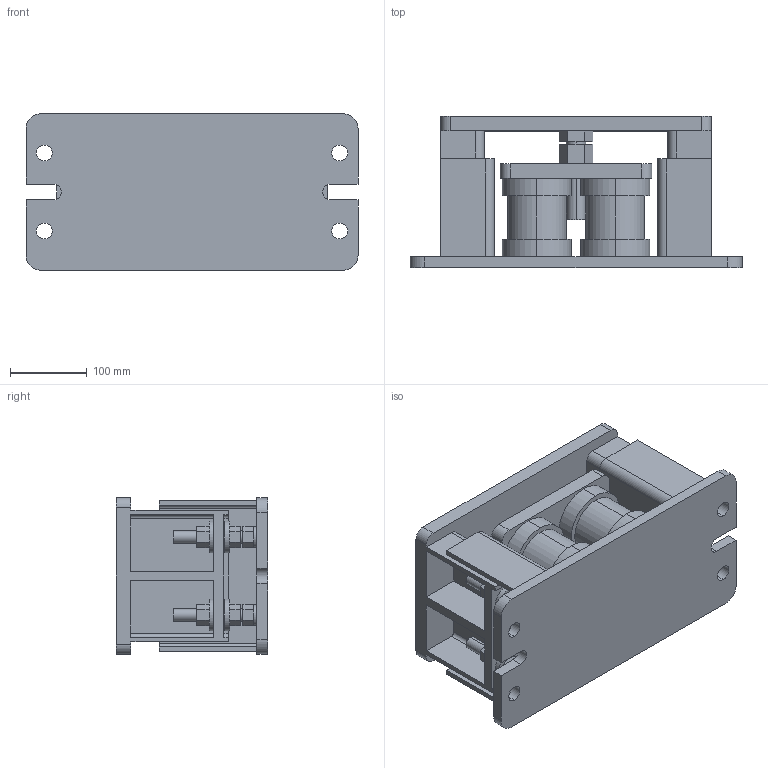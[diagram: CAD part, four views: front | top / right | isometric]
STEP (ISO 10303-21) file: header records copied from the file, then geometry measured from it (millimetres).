
FILE_DESCRIPTION (( 'STEP AP203' ), '1' );
FILE_NAME ('SRMF-4 Rev N.STEP', '2024-11-27T15:27:57', ( '' ), ( '' ), 'SwSTEP 2.0', 'SolidWorks 2016', '' );
FILE_SCHEMA (( 'CONFIG_CONTROL_DESIGN' ));
Length unit declared in the file: inch
Products named in the file (1): SRMF-4 Rev N
Bounding box: 431.8 x 196.85 x 203.2 mm (x, y, z)
Volume: 7020836.6 mm3; surface area: 915347.3 mm2
Topology: 1 solids, 1 shells, 370 faces, 906 edges, 588 vertices
Faces by surface type: plane 250, cylinder 120
Entity records: 10997 total; most frequent: DIRECTION 1936, CARTESIAN_POINT 1865, ORIENTED_EDGE 1812, EDGE_CURVE 906, AXIS2_PLACEMENT_3D 659, LINE 618, VECTOR 618, VERTEX_POINT 588
